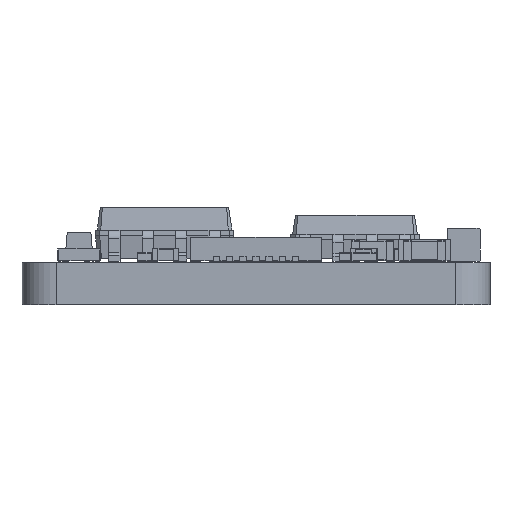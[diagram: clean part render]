
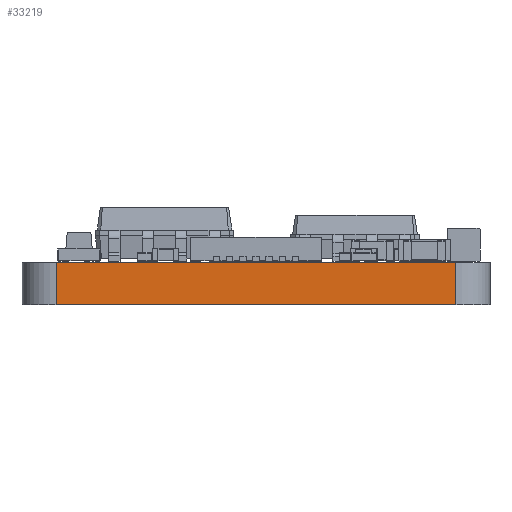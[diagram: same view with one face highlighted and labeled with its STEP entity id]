
A CAD part, left-side view. The second image highlights one B-rep face of the part: STEP entity #33219.
In plain terms, the highlighted planar face has unit normal (-1, 0, 0).
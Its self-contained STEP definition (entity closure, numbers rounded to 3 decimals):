
#31601 = VERTEX_POINT('',#31602);
#31602 = CARTESIAN_POINT('',(100.,-107.6,0.));
#31609 = EDGE_CURVE('',#31601,#31610,#31612,.T.);
#31610 = VERTEX_POINT('',#31611);
#31611 = CARTESIAN_POINT('',(100.,-92.4,0.));
#31612 = LINE('',#31613,#31614);
#31613 = CARTESIAN_POINT('',(100.,-107.6,0.));
#31614 = VECTOR('',#31615,1.);
#31615 = DIRECTION('',(0.,1.,0.));
#32358 = VERTEX_POINT('',#32359);
#32359 = CARTESIAN_POINT('',(100.,-107.6,1.6));
#32366 = EDGE_CURVE('',#32358,#32367,#32369,.T.);
#32367 = VERTEX_POINT('',#32368);
#32368 = CARTESIAN_POINT('',(100.,-92.4,1.6));
#32369 = LINE('',#32370,#32371);
#32370 = CARTESIAN_POINT('',(100.,-107.6,1.6));
#32371 = VECTOR('',#32372,1.);
#32372 = DIRECTION('',(0.,1.,0.));
#33206 = EDGE_CURVE('',#31610,#32367,#33207,.T.);
#33207 = LINE('',#33208,#33209);
#33208 = CARTESIAN_POINT('',(100.,-92.4,0.));
#33209 = VECTOR('',#33210,1.);
#33210 = DIRECTION('',(0.,0.,1.));
#33219 = ADVANCED_FACE('',(#33220),#33231,.T.);
#33220 = FACE_BOUND('',#33221,.T.);
#33221 = EDGE_LOOP('',(#33222,#33228,#33229,#33230));
#33222 = ORIENTED_EDGE('',*,*,#33223,.T.);
#33223 = EDGE_CURVE('',#31601,#32358,#33224,.T.);
#33224 = LINE('',#33225,#33226);
#33225 = CARTESIAN_POINT('',(100.,-107.6,0.));
#33226 = VECTOR('',#33227,1.);
#33227 = DIRECTION('',(0.,0.,1.));
#33228 = ORIENTED_EDGE('',*,*,#32366,.T.);
#33229 = ORIENTED_EDGE('',*,*,#33206,.F.);
#33230 = ORIENTED_EDGE('',*,*,#31609,.F.);
#33231 = PLANE('',#33232);
#33232 = AXIS2_PLACEMENT_3D('',#33233,#33234,#33235);
#33233 = CARTESIAN_POINT('',(100.,-107.6,0.));
#33234 = DIRECTION('',(-1.,0.,0.));
#33235 = DIRECTION('',(0.,1.,0.));
